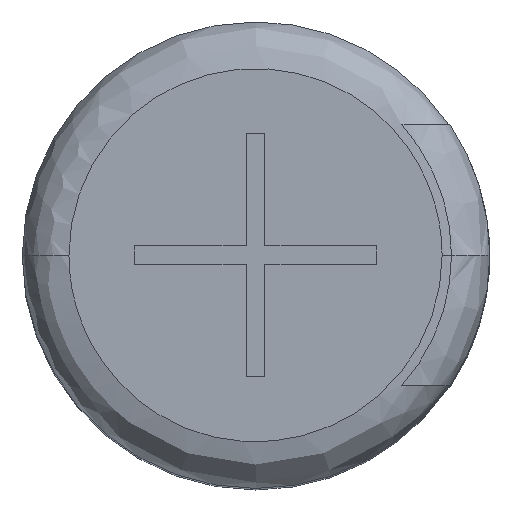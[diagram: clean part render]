
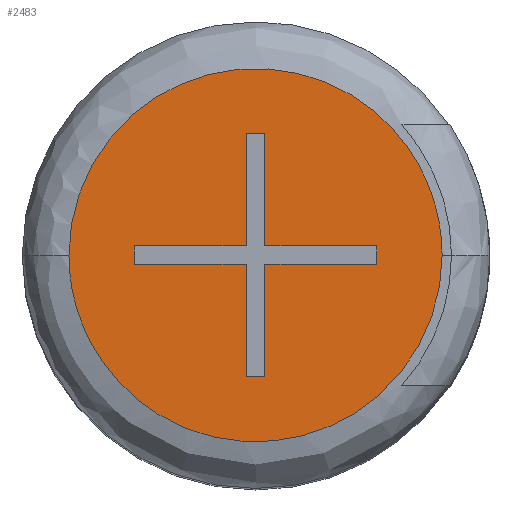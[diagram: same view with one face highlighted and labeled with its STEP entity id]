
A CAD part, top view. The second image highlights one B-rep face of the part: STEP entity #2483.
In plain terms, the highlighted planar face has unit normal (0, 0, 1).
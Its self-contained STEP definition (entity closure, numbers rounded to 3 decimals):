
#12 = ORIENTED_EDGE ( 'NONE', *, *, #1637, .F. ) ;
#15 = EDGE_LOOP ( 'NONE', ( #2206, #1651, #3046, #2988, #1399, #12, #3108, #666, #191, #1116, #3558, #301 ) ) ;
#89 = CARTESIAN_POINT ( 'NONE',  ( 1.3, 0., 10.5 ) ) ;
#181 = CARTESIAN_POINT ( 'NONE',  ( 0., 0., 10.5 ) ) ;
#191 = ORIENTED_EDGE ( 'NONE', *, *, #730, .F. ) ;
#256 = CARTESIAN_POINT ( 'NONE',  ( 0., -0.1, 10.5 ) ) ;
#258 = CARTESIAN_POINT ( 'NONE',  ( 0.1, 0., 10.5 ) ) ;
#264 = CARTESIAN_POINT ( 'NONE',  ( 0., 0.1, 10.5 ) ) ;
#286 = CARTESIAN_POINT ( 'NONE',  ( 1.3, -0.1, 10.5 ) ) ;
#301 = ORIENTED_EDGE ( 'NONE', *, *, #1611, .F. ) ;
#306 = DIRECTION ( 'NONE',  ( 0., -1., 0. ) ) ;
#359 = CARTESIAN_POINT ( 'NONE',  ( -2., 0., 10.5 ) ) ;
#423 = CARTESIAN_POINT ( 'NONE',  ( 2., -4., 10.5 ) ) ;
#487 = VERTEX_POINT ( 'NONE', #1250 ) ;
#509 = VECTOR ( 'NONE', #2771, 1000. ) ;
#521 = CARTESIAN_POINT ( 'NONE',  ( -1.3, 0., 10.5 ) ) ;
#546 = LINE ( 'NONE', #264, #1242 ) ;
#604 = VECTOR ( 'NONE', #2238, 1000. ) ;
#620 = LINE ( 'NONE', #1504, #1197 ) ;
#640 = LINE ( 'NONE', #3216, #2280 ) ;
#661 = CARTESIAN_POINT ( 'NONE',  ( 2., 0., 10.5 ) ) ;
#666 = ORIENTED_EDGE ( 'NONE', *, *, #3083, .F. ) ;
#711 = EDGE_CURVE ( 'NONE', #2439, #3114, #640, .T. ) ;
#730 = EDGE_CURVE ( 'NONE', #1776, #2157, #620, .T. ) ;
#820 = CARTESIAN_POINT ( 'NONE',  ( 2., 4., 10.5 ) ) ;
#915 = CARTESIAN_POINT ( 'NONE',  ( 0.1, -0.1, 10.5 ) ) ;
#916 = VERTEX_POINT ( 'NONE', #1583 ) ;
#969 = LINE ( 'NONE', #3227, #1679 ) ;
#997 = FACE_OUTER_BOUND ( 'NONE', #2368, .T. ) ;
#1016 = LINE ( 'NONE', #258, #1054 ) ;
#1043 = VERTEX_POINT ( 'NONE', #359 ) ;
#1054 = VECTOR ( 'NONE', #2577, 1000. ) ;
#1058 = CARTESIAN_POINT ( 'NONE',  ( 0.1, -1.3, 10.5 ) ) ;
#1073 = VERTEX_POINT ( 'NONE', #1802 ) ;
#1089 = CARTESIAN_POINT ( 'NONE',  ( 2., 0., 10.5 ) ) ;
#1099 = LINE ( 'NONE', #3113, #2337 ) ;
#1116 = ORIENTED_EDGE ( 'NONE', *, *, #2082, .F. ) ;
#1182 = CARTESIAN_POINT ( 'NONE',  ( 0.1, 1.3, 10.5 ) ) ;
#1197 = VECTOR ( 'NONE', #1758, 1000. ) ;
#1242 = VECTOR ( 'NONE', #1393, 1000. ) ;
#1250 = CARTESIAN_POINT ( 'NONE',  ( 1.3, 0.1, 10.5 ) ) ;
#1274 = ORIENTED_EDGE ( 'NONE', *, *, #2185, .F. ) ;
#1284 = DIRECTION ( 'NONE',  ( 0., 1., 0. ) ) ;
#1352 = EDGE_CURVE ( 'NONE', #3350, #1706, #546, .T. ) ;
#1393 = DIRECTION ( 'NONE',  ( -1., 0., 0. ) ) ;
#1397 = CARTESIAN_POINT ( 'NONE',  ( -1.3, -0.1, 10.5 ) ) ;
#1399 = ORIENTED_EDGE ( 'NONE', *, *, #2980, .F. ) ;
#1456 = CARTESIAN_POINT ( 'NONE',  ( 0., -1.3, 10.5 ) ) ;
#1504 = CARTESIAN_POINT ( 'NONE',  ( 0., 1.3, 10.5 ) ) ;
#1544 = VECTOR ( 'NONE', #1284, 1000. ) ;
#1558 = CARTESIAN_POINT ( 'NONE',  ( -2., -4., 10.5 ) ) ;
#1583 = CARTESIAN_POINT ( 'NONE',  ( 0.1, 0.1, 10.5 ) ) ;
#1611 = EDGE_CURVE ( 'NONE', #3114, #487, #2107, .T. ) ;
#1637 = EDGE_CURVE ( 'NONE', #1706, #2284, #2707, .T. ) ;
#1651 = ORIENTED_EDGE ( 'NONE', *, *, #1714, .F. ) ;
#1679 = VECTOR ( 'NONE', #2933, 1000. ) ;
#1686 = EDGE_CURVE ( 'NONE', #1043, #1904, #2286, .T. ) ;
#1706 = VERTEX_POINT ( 'NONE', #2501 ) ;
#1714 = EDGE_CURVE ( 'NONE', #2346, #2439, #1016, .T. ) ;
#1715 = LINE ( 'NONE', #2847, #509 ) ;
#1758 = DIRECTION ( 'NONE',  ( -1., 0., 0. ) ) ;
#1776 = VERTEX_POINT ( 'NONE', #1182 ) ;
#1802 = CARTESIAN_POINT ( 'NONE',  ( -0.1, -1.3, 10.5 ) ) ;
#1853 = CARTESIAN_POINT ( 'NONE',  ( -0.1, 1.3, 10.5 ) ) ;
#1894 = FACE_BOUND ( 'NONE', #15, .T. ) ;
#1904 = VERTEX_POINT ( 'NONE', #661 ) ;
#1936 = DIRECTION ( 'NONE',  ( 0., 1., 0. ) ) ;
#1950 = LINE ( 'NONE', #3612, #3082 ) ;
#2017 = EDGE_CURVE ( 'NONE', #2144, #1073, #1950, .T. ) ;
#2082 = EDGE_CURVE ( 'NONE', #916, #1776, #1715, .T. ) ;
#2107 = LINE ( 'NONE', #89, #1544 ) ;
#2115 = CARTESIAN_POINT ( 'NONE',  ( -2., 0., 10.5 ) ) ;
#2144 = VERTEX_POINT ( 'NONE', #2376 ) ;
#2157 = VERTEX_POINT ( 'NONE', #1853 ) ;
#2166 = DIRECTION ( 'NONE',  ( 0., -1., 0. ) ) ;
#2177 = VECTOR ( 'NONE', #3485, 1000. ) ;
#2185 = EDGE_CURVE ( 'NONE', #1904, #1043, #3154, .T. ) ;
#2206 = ORIENTED_EDGE ( 'NONE', *, *, #711, .F. ) ;
#2238 = DIRECTION ( 'NONE',  ( 1., 0., 0. ) ) ;
#2280 = VECTOR ( 'NONE', #2866, 1000. ) ;
#2284 = VERTEX_POINT ( 'NONE', #1397 ) ;
#2286 =( BOUNDED_CURVE ( )  B_SPLINE_CURVE ( 3, ( #3567, #3050, #820, #1089 ),
 .UNSPECIFIED., .F., .T. ) 
 B_SPLINE_CURVE_WITH_KNOTS ( ( 4, 4 ),
 ( 0.5, 1. ),
 .UNSPECIFIED. ) 
 CURVE ( )  GEOMETRIC_REPRESENTATION_ITEM ( )  RATIONAL_B_SPLINE_CURVE ( ( 1., 0.333, 0.333, 1. ) ) 
 REPRESENTATION_ITEM ( '' )  );
#2337 = VECTOR ( 'NONE', #306, 1000. ) ;
#2346 = VERTEX_POINT ( 'NONE', #1058 ) ;
#2368 = EDGE_LOOP ( 'NONE', ( #1274, #2625 ) ) ;
#2376 = CARTESIAN_POINT ( 'NONE',  ( -0.1, -0.1, 10.5 ) ) ;
#2418 = EDGE_CURVE ( 'NONE', #1073, #2346, #3171, .T. ) ;
#2439 = VERTEX_POINT ( 'NONE', #915 ) ;
#2483 = ADVANCED_FACE ( 'NONE', ( #1894, #997 ), #2663, .F. ) ;
#2501 = CARTESIAN_POINT ( 'NONE',  ( -1.3, 0.1, 10.5 ) ) ;
#2577 = DIRECTION ( 'NONE',  ( 0., 1., 0. ) ) ;
#2625 = ORIENTED_EDGE ( 'NONE', *, *, #1686, .F. ) ;
#2663 = PLANE ( 'NONE',  #2901 ) ;
#2707 = LINE ( 'NONE', #521, #3608 ) ;
#2771 = DIRECTION ( 'NONE',  ( 0., 1., 0. ) ) ;
#2806 = DIRECTION ( 'NONE',  ( 0., -1., 0. ) ) ;
#2847 = CARTESIAN_POINT ( 'NONE',  ( 0.1, 0., 10.5 ) ) ;
#2866 = DIRECTION ( 'NONE',  ( 1., 0., 0. ) ) ;
#2901 = AXIS2_PLACEMENT_3D ( 'NONE', #181, #3615, #1936 ) ;
#2933 = DIRECTION ( 'NONE',  ( -1., 0., 0. ) ) ;
#2952 = CARTESIAN_POINT ( 'NONE',  ( -0.1, 0.1, 10.5 ) ) ;
#2980 = EDGE_CURVE ( 'NONE', #2284, #2144, #3375, .T. ) ;
#2988 = ORIENTED_EDGE ( 'NONE', *, *, #2017, .F. ) ;
#3046 = ORIENTED_EDGE ( 'NONE', *, *, #2418, .F. ) ;
#3050 = CARTESIAN_POINT ( 'NONE',  ( -2., 4., 10.5 ) ) ;
#3082 = VECTOR ( 'NONE', #2806, 1000. ) ;
#3083 = EDGE_CURVE ( 'NONE', #2157, #3350, #1099, .T. ) ;
#3108 = ORIENTED_EDGE ( 'NONE', *, *, #1352, .F. ) ;
#3113 = CARTESIAN_POINT ( 'NONE',  ( -0.1, 0., 10.5 ) ) ;
#3114 = VERTEX_POINT ( 'NONE', #286 ) ;
#3154 =( BOUNDED_CURVE ( )  B_SPLINE_CURVE ( 3, ( #3262, #423, #1558, #2115 ),
 .UNSPECIFIED., .F., .T. ) 
 B_SPLINE_CURVE_WITH_KNOTS ( ( 4, 4 ),
 ( 0., 0.5 ),
 .UNSPECIFIED. ) 
 CURVE ( )  GEOMETRIC_REPRESENTATION_ITEM ( )  RATIONAL_B_SPLINE_CURVE ( ( 1., 0.333, 0.333, 1. ) ) 
 REPRESENTATION_ITEM ( '' )  );
#3171 = LINE ( 'NONE', #1456, #2177 ) ;
#3216 = CARTESIAN_POINT ( 'NONE',  ( 0., -0.1, 10.5 ) ) ;
#3227 = CARTESIAN_POINT ( 'NONE',  ( 0., 0.1, 10.5 ) ) ;
#3262 = CARTESIAN_POINT ( 'NONE',  ( 2., 0., 10.5 ) ) ;
#3350 = VERTEX_POINT ( 'NONE', #2952 ) ;
#3375 = LINE ( 'NONE', #256, #604 ) ;
#3396 = EDGE_CURVE ( 'NONE', #487, #916, #969, .T. ) ;
#3485 = DIRECTION ( 'NONE',  ( 1., 0., 0. ) ) ;
#3558 = ORIENTED_EDGE ( 'NONE', *, *, #3396, .F. ) ;
#3567 = CARTESIAN_POINT ( 'NONE',  ( -2., 0., 10.5 ) ) ;
#3608 = VECTOR ( 'NONE', #2166, 1000. ) ;
#3612 = CARTESIAN_POINT ( 'NONE',  ( -0.1, 0., 10.5 ) ) ;
#3615 = DIRECTION ( 'NONE',  ( 0., 0., -1. ) ) ;
